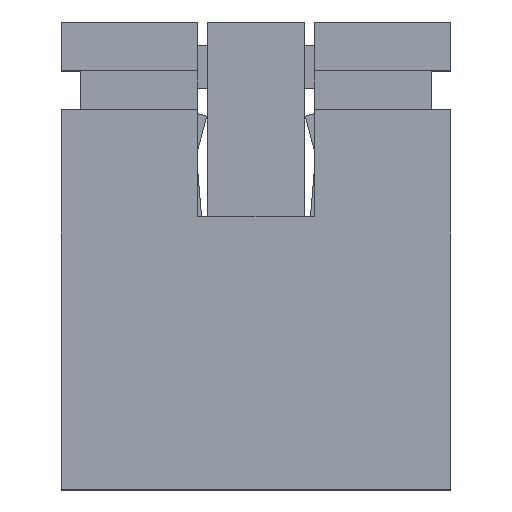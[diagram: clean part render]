
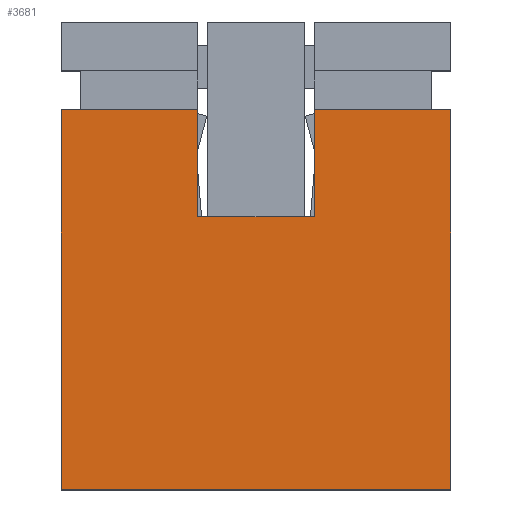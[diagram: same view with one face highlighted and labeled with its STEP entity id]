
A CAD part, top view. The second image highlights one B-rep face of the part: STEP entity #3681.
In plain terms, the highlighted planar face has unit normal (0, 0, 1).
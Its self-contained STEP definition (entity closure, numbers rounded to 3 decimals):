
#2835=CARTESIAN_POINT('',(2.54,0.,1.27));
#2836=VERTEX_POINT('',#2835);
#2843=CARTESIAN_POINT('',(-2.54,0.,1.27));
#2844=VERTEX_POINT('',#2843);
#2845=CARTESIAN_POINT('',(-2.54,0.,1.27));
#2846=DIRECTION('',(1.,-0.,-0.));
#2847=VECTOR('',#2846,5.08);
#2848=LINE('',#2845,#2847);
#2849=EDGE_CURVE('',#2844,#2836,#2848,.T.);
#2954=CARTESIAN_POINT('',(0.762,3.556,1.27));
#2955=VERTEX_POINT('',#2954);
#2972=CARTESIAN_POINT('',(-0.762,3.556,1.27));
#2973=VERTEX_POINT('',#2972);
#2980=CARTESIAN_POINT('',(-0.762,3.556,1.27));
#2981=DIRECTION('',(1.,0.,-0.));
#2982=VECTOR('',#2981,1.524);
#2983=LINE('',#2980,#2982);
#2984=EDGE_CURVE('',#2973,#2955,#2983,.T.);
#3346=CARTESIAN_POINT('',(-2.54,4.953,1.27));
#3347=VERTEX_POINT('',#3346);
#3354=CARTESIAN_POINT('',(-0.762,4.953,1.27));
#3355=VERTEX_POINT('',#3354);
#3356=CARTESIAN_POINT('',(-2.54,4.953,1.27));
#3357=DIRECTION('',(1.,0.,-0.));
#3358=VECTOR('',#3357,1.778);
#3359=LINE('',#3356,#3358);
#3360=EDGE_CURVE('',#3347,#3355,#3359,.T.);
#3633=CARTESIAN_POINT('',(-2.54,4.953,1.27));
#3634=DIRECTION('',(-0.,-1.,-0.));
#3635=VECTOR('',#3634,4.953);
#3636=LINE('',#3633,#3635);
#3637=EDGE_CURVE('',#3347,#2844,#3636,.T.);
#3642=CARTESIAN_POINT('',(-2.54,6.096,1.27));
#3643=DIRECTION('',(0.,0.,-1.));
#3644=DIRECTION('',(-1.,0.,0.));
#3645=AXIS2_PLACEMENT_3D('',#3642,#3643,#3644);
#3646=PLANE('',#3645);
#3647=ORIENTED_EDGE('',*,*,#2984,.F.);
#3648=CARTESIAN_POINT('',(-0.762,3.556,1.27));
#3649=DIRECTION('',(0.,1.,0.));
#3650=VECTOR('',#3649,1.397);
#3651=LINE('',#3648,#3650);
#3652=EDGE_CURVE('',#2973,#3355,#3651,.T.);
#3653=ORIENTED_EDGE('',*,*,#3652,.T.);
#3654=ORIENTED_EDGE('',*,*,#3360,.F.);
#3655=ORIENTED_EDGE('',*,*,#3637,.T.);
#3656=ORIENTED_EDGE('',*,*,#2849,.T.);
#3657=CARTESIAN_POINT('',(2.54,4.953,1.27));
#3658=VERTEX_POINT('',#3657);
#3659=CARTESIAN_POINT('',(2.54,4.953,1.27));
#3660=DIRECTION('',(-0.,-1.,-0.));
#3661=VECTOR('',#3660,4.953);
#3662=LINE('',#3659,#3661);
#3663=EDGE_CURVE('',#3658,#2836,#3662,.T.);
#3664=ORIENTED_EDGE('',*,*,#3663,.F.);
#3665=CARTESIAN_POINT('',(0.762,4.953,1.27));
#3666=VERTEX_POINT('',#3665);
#3667=CARTESIAN_POINT('',(0.762,4.953,1.27));
#3668=DIRECTION('',(1.,0.,-0.));
#3669=VECTOR('',#3668,1.778);
#3670=LINE('',#3667,#3669);
#3671=EDGE_CURVE('',#3666,#3658,#3670,.T.);
#3672=ORIENTED_EDGE('',*,*,#3671,.F.);
#3673=CARTESIAN_POINT('',(0.762,3.556,1.27));
#3674=DIRECTION('',(0.,1.,0.));
#3675=VECTOR('',#3674,1.397);
#3676=LINE('',#3673,#3675);
#3677=EDGE_CURVE('',#2955,#3666,#3676,.T.);
#3678=ORIENTED_EDGE('',*,*,#3677,.F.);
#3679=EDGE_LOOP('',(#3647,#3653,#3654,#3655,#3656,#3664,#3672,#3678));
#3680=FACE_BOUND('',#3679,.T.);
#3681=ADVANCED_FACE('',(#3680),#3646,.F.);
